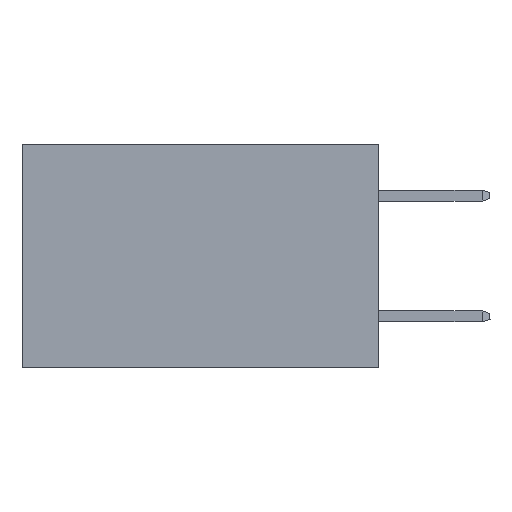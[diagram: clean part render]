
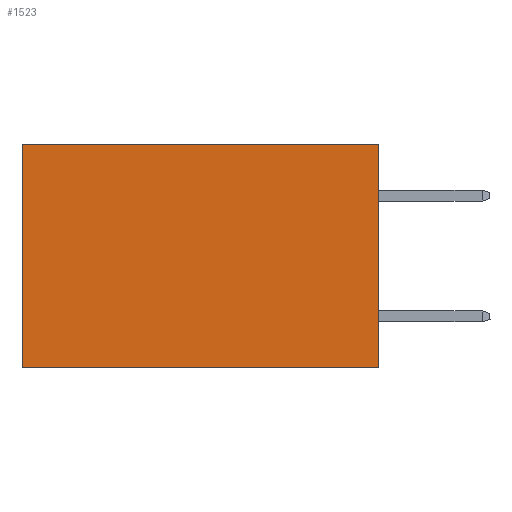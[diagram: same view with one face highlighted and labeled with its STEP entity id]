
A CAD part, left-side view. The second image highlights one B-rep face of the part: STEP entity #1523.
In plain terms, the highlighted planar face has unit normal (-1, 0, 0).
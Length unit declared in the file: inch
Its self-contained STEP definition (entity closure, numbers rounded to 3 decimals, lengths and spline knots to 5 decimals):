
#66 = VECTOR ( 'NONE', #8202, 39.37008 ) ;
#534 = DIRECTION ( 'NONE',  ( 0., 0., -1. ) ) ;
#883 = CARTESIAN_POINT ( 'NONE',  ( 0.277, 0.59, 0. ) ) ;
#1397 = EDGE_CURVE ( 'NONE', #14763, #5104, #4488, .T. ) ;
#1462 = VECTOR ( 'NONE', #9664, 39.37008 ) ;
#1523 = ADVANCED_FACE ( 'NONE', ( #12299 ), #9261, .F. ) ;
#2248 = LINE ( 'NONE', #7538, #14460 ) ;
#3918 = VECTOR ( 'NONE', #8519, 39.37008 ) ;
#4279 = LINE ( 'NONE', #8459, #3918 ) ;
#4488 = LINE ( 'NONE', #10504, #1462 ) ;
#4944 = EDGE_CURVE ( 'NONE', #14721, #9145, #5815, .T. ) ;
#5104 = VERTEX_POINT ( 'NONE', #6457 ) ;
#5815 = LINE ( 'NONE', #8240, #66 ) ;
#6457 = CARTESIAN_POINT ( 'NONE',  ( 0.277, 0.59, -0.37 ) ) ;
#6685 = CARTESIAN_POINT ( 'NONE',  ( 0.277, 0., 0. ) ) ;
#6713 = ORIENTED_EDGE ( 'NONE', *, *, #1397, .F. ) ;
#7469 = EDGE_CURVE ( 'NONE', #9145, #5104, #4279, .T. ) ;
#7538 = CARTESIAN_POINT ( 'NONE',  ( 0.277, 0., -0.37 ) ) ;
#7754 = CARTESIAN_POINT ( 'NONE',  ( 0.277, 0., -0.37 ) ) ;
#8202 = DIRECTION ( 'NONE',  ( 0., 1., 0. ) ) ;
#8240 = CARTESIAN_POINT ( 'NONE',  ( 0.277, 0., 0. ) ) ;
#8459 = CARTESIAN_POINT ( 'NONE',  ( 0.277, 0.59, -0.37 ) ) ;
#8519 = DIRECTION ( 'NONE',  ( 0., 0., -1. ) ) ;
#8548 = ORIENTED_EDGE ( 'NONE', *, *, #10885, .F. ) ;
#8567 = DIRECTION ( 'NONE',  ( 1., 0., 0. ) ) ;
#9145 = VERTEX_POINT ( 'NONE', #883 ) ;
#9261 = PLANE ( 'NONE',  #14459 ) ;
#9664 = DIRECTION ( 'NONE',  ( 0., 1., 0. ) ) ;
#9927 = DIRECTION ( 'NONE',  ( 0., 0., -1. ) ) ;
#10286 = EDGE_LOOP ( 'NONE', ( #11825, #6713, #8548, #13779 ) ) ;
#10504 = CARTESIAN_POINT ( 'NONE',  ( 0.277, 0., -0.37 ) ) ;
#10885 = EDGE_CURVE ( 'NONE', #14721, #14763, #2248, .T. ) ;
#11825 = ORIENTED_EDGE ( 'NONE', *, *, #7469, .T. ) ;
#12299 = FACE_OUTER_BOUND ( 'NONE', #10286, .T. ) ;
#13668 = CARTESIAN_POINT ( 'NONE',  ( 0.277, 0., -0.37 ) ) ;
#13779 = ORIENTED_EDGE ( 'NONE', *, *, #4944, .T. ) ;
#14459 = AXIS2_PLACEMENT_3D ( 'NONE', #7754, #8567, #534 ) ;
#14460 = VECTOR ( 'NONE', #9927, 39.37008 ) ;
#14721 = VERTEX_POINT ( 'NONE', #6685 ) ;
#14763 = VERTEX_POINT ( 'NONE', #13668 ) ;
